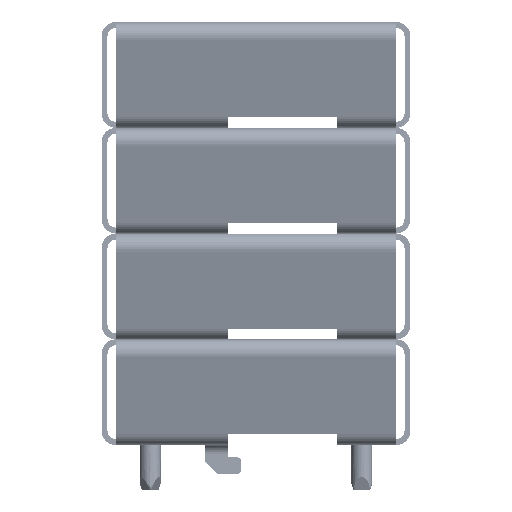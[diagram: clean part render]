
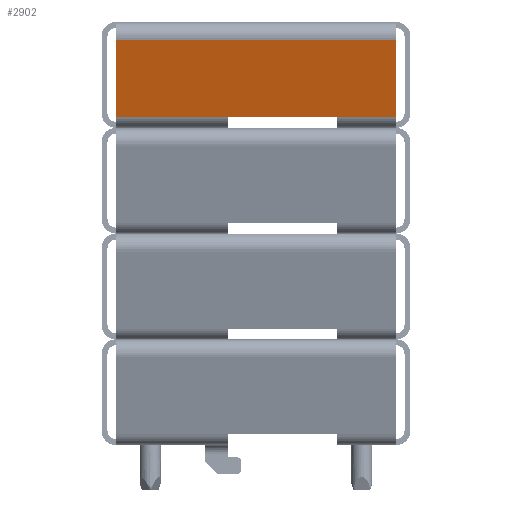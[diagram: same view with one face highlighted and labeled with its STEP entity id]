
A CAD part, left-side view. The second image highlights one B-rep face of the part: STEP entity #2902.
In plain terms, the highlighted planar face has unit normal (-0.966, 0, -0.259).
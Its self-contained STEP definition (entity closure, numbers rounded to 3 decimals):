
#30 = LINE ( 'NONE', #49181, #26651 ) ;
#32 = VECTOR ( 'NONE', #10585, 1000. ) ;
#2902 = ADVANCED_FACE ( 'NONE', ( #66016 ), #16961, .F. ) ;
#3546 = ORIENTED_EDGE ( 'NONE', *, *, #25677, .T. ) ;
#4014 = DIRECTION ( 'NONE',  ( 0., -1., 0. ) ) ;
#4142 = VERTEX_POINT ( 'NONE', #19748 ) ;
#4741 = DIRECTION ( 'NONE',  ( 0., -1., 0. ) ) ;
#6429 = LINE ( 'NONE', #34101, #15266 ) ;
#7080 = EDGE_CURVE ( 'NONE', #41157, #58433, #30720, .T. ) ;
#9162 = ORIENTED_EDGE ( 'NONE', *, *, #33210, .F. ) ;
#10585 = DIRECTION ( 'NONE',  ( 0.259, 0., -0.966 ) ) ;
#10939 = AXIS2_PLACEMENT_3D ( 'NONE', #15351, #46294, #47670 ) ;
#12807 = VERTEX_POINT ( 'NONE', #17061 ) ;
#13511 = DIRECTION ( 'NONE',  ( -0.259, 0., 0.966 ) ) ;
#14568 = CARTESIAN_POINT ( 'NONE',  ( -572.007, 33.1, -9.98 ) ) ;
#14813 = LINE ( 'NONE', #28449, #26183 ) ;
#15266 = VECTOR ( 'NONE', #4741, 1000. ) ;
#15351 = CARTESIAN_POINT ( 'NONE',  ( -572.007, 33.1, -9.98 ) ) ;
#16961 = PLANE ( 'NONE',  #10939 ) ;
#17061 = CARTESIAN_POINT ( 'NONE',  ( -572.007, 33.1, -9.98 ) ) ;
#19748 = CARTESIAN_POINT ( 'NONE',  ( -572.007, -19.1, -9.98 ) ) ;
#20206 = LINE ( 'NONE', #14568, #49279 ) ;
#21887 = ORIENTED_EDGE ( 'NONE', *, *, #56760, .T. ) ;
#23987 = EDGE_CURVE ( 'NONE', #12807, #52600, #14813, .T. ) ;
#25677 = EDGE_CURVE ( 'NONE', #12807, #38054, #20206, .T. ) ;
#26183 = VECTOR ( 'NONE', #13511, 1000. ) ;
#26651 = VECTOR ( 'NONE', #54174, 1000. ) ;
#28449 = CARTESIAN_POINT ( 'NONE',  ( -572.007, 33.1, -9.98 ) ) ;
#30720 = LINE ( 'NONE', #64860, #32 ) ;
#30722 = CARTESIAN_POINT ( 'NONE',  ( -576.884, 33.1, 8.22 ) ) ;
#33210 = EDGE_CURVE ( 'NONE', #52600, #41157, #30, .T. ) ;
#33820 = CARTESIAN_POINT ( 'NONE',  ( -572.007, -33.1, -9.98 ) ) ;
#34101 = CARTESIAN_POINT ( 'NONE',  ( -572.007, 33.1, -9.98 ) ) ;
#35715 = ORIENTED_EDGE ( 'NONE', *, *, #7080, .F. ) ;
#38054 = VERTEX_POINT ( 'NONE', #47822 ) ;
#41157 = VERTEX_POINT ( 'NONE', #45677 ) ;
#42669 = DIRECTION ( 'NONE',  ( 0., 1., 0. ) ) ;
#42828 = EDGE_CURVE ( 'NONE', #4142, #38054, #62777, .T. ) ;
#45563 = ORIENTED_EDGE ( 'NONE', *, *, #42828, .F. ) ;
#45677 = CARTESIAN_POINT ( 'NONE',  ( -576.884, -33.1, 8.22 ) ) ;
#46294 = DIRECTION ( 'NONE',  ( 0.966, 0., 0.259 ) ) ;
#47670 = DIRECTION ( 'NONE',  ( 0.259, 0., -0.966 ) ) ;
#47822 = CARTESIAN_POINT ( 'NONE',  ( -572.007, 6.5, -9.98 ) ) ;
#48658 = EDGE_LOOP ( 'NONE', ( #35715, #9162, #59680, #3546, #45563, #21887 ) ) ;
#49181 = CARTESIAN_POINT ( 'NONE',  ( -576.884, 33.1, 8.22 ) ) ;
#49279 = VECTOR ( 'NONE', #4014, 1000. ) ;
#52600 = VERTEX_POINT ( 'NONE', #30722 ) ;
#54174 = DIRECTION ( 'NONE',  ( 0., -1., 0. ) ) ;
#56760 = EDGE_CURVE ( 'NONE', #4142, #58433, #6429, .T. ) ;
#58243 = CARTESIAN_POINT ( 'NONE',  ( -572.007, -23.47, -9.98 ) ) ;
#58433 = VERTEX_POINT ( 'NONE', #33820 ) ;
#59680 = ORIENTED_EDGE ( 'NONE', *, *, #23987, .F. ) ;
#62777 = LINE ( 'NONE', #58243, #64368 ) ;
#64368 = VECTOR ( 'NONE', #42669, 1000. ) ;
#64860 = CARTESIAN_POINT ( 'NONE',  ( -572.007, -33.1, -9.98 ) ) ;
#66016 = FACE_OUTER_BOUND ( 'NONE', #48658, .T. ) ;
